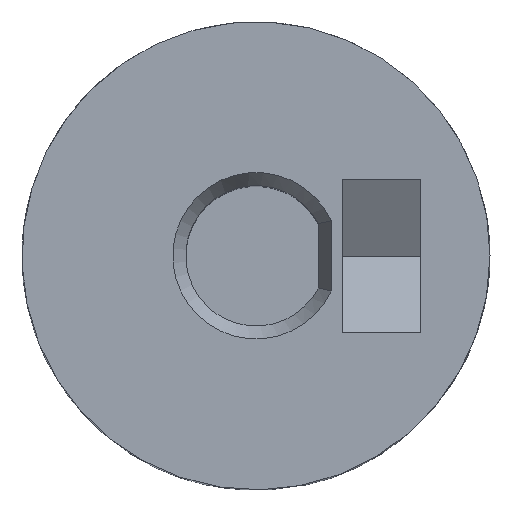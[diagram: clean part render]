
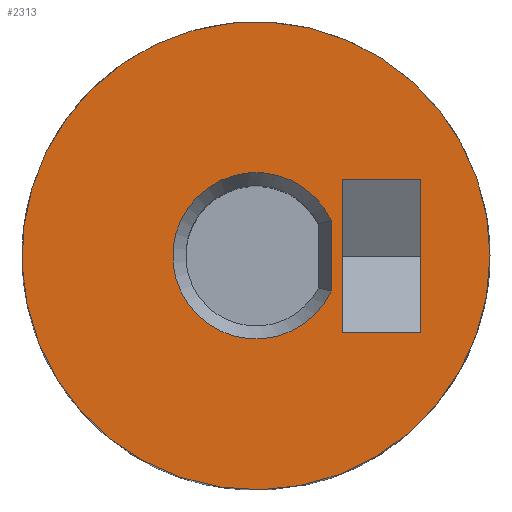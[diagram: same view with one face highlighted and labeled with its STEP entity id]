
A CAD part, top view. The second image highlights one B-rep face of the part: STEP entity #2313.
In plain terms, the highlighted planar face has unit normal (0, 0, 1).
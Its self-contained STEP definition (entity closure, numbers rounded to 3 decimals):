
#146=FACE_BOUND('',#347,.T.);
#147=FACE_BOUND('',#348,.T.);
#154=CIRCLE('',#2445,3.2);
#156=CIRCLE('',#2449,9.);
#216=FACE_OUTER_BOUND('',#346,.T.);
#346=EDGE_LOOP('',(#1517));
#347=EDGE_LOOP('',(#1518,#1519,#1520,#1521));
#348=EDGE_LOOP('',(#1522,#1523));
#606=LINE('',#3223,#742);
#610=LINE('',#3249,#746);
#611=LINE('',#3251,#747);
#612=LINE('',#3253,#748);
#613=LINE('',#3254,#749);
#742=VECTOR('',#2659,2.706);
#746=VECTOR('',#2677,5.9);
#747=VECTOR('',#2678,3.);
#748=VECTOR('',#2679,5.9);
#749=VECTOR('',#2680,3.);
#878=VERTEX_POINT('',#3221);
#879=VERTEX_POINT('',#3222);
#884=VERTEX_POINT('',#3245);
#885=VERTEX_POINT('',#3247);
#886=VERTEX_POINT('',#3248);
#887=VERTEX_POINT('',#3250);
#888=VERTEX_POINT('',#3252);
#1129=EDGE_CURVE('',#878,#879,#606,.T.);
#1134=EDGE_CURVE('',#879,#878,#154,.T.);
#1138=EDGE_CURVE('',#884,#884,#156,.T.);
#1139=EDGE_CURVE('',#885,#886,#610,.T.);
#1140=EDGE_CURVE('',#886,#887,#611,.T.);
#1141=EDGE_CURVE('',#887,#888,#612,.T.);
#1142=EDGE_CURVE('',#888,#885,#613,.T.);
#1517=ORIENTED_EDGE('',*,*,#1138,.T.);
#1518=ORIENTED_EDGE('',*,*,#1139,.T.);
#1519=ORIENTED_EDGE('',*,*,#1140,.T.);
#1520=ORIENTED_EDGE('',*,*,#1141,.T.);
#1521=ORIENTED_EDGE('',*,*,#1142,.T.);
#1522=ORIENTED_EDGE('',*,*,#1129,.F.);
#1523=ORIENTED_EDGE('',*,*,#1134,.F.);
#2259=PLANE('',#2448);
#2313=ADVANCED_FACE('',(#216,#146,#147),#2259,.T.);
#2445=AXIS2_PLACEMENT_3D('',#3237,#2665,#2666);
#2448=AXIS2_PLACEMENT_3D('',#3244,#2673,#2674);
#2449=AXIS2_PLACEMENT_3D('',#3246,#2675,#2676);
#2659=DIRECTION('',(0.,1.,0.));
#2665=DIRECTION('center_axis',(0.,0.,1.));
#2666=DIRECTION('ref_axis',(-1.,0.,0.));
#2673=DIRECTION('center_axis',(0.,0.,1.));
#2674=DIRECTION('ref_axis',(1.,0.,0.));
#2675=DIRECTION('center_axis',(0.,0.,1.));
#2676=DIRECTION('ref_axis',(-1.,0.,0.));
#2677=DIRECTION('',(0.,-1.,0.));
#2678=DIRECTION('',(-1.,0.,0.));
#2679=DIRECTION('',(0.,1.,0.));
#2680=DIRECTION('',(1.,0.,0.));
#3221=CARTESIAN_POINT('',(2.9,-1.353,15.));
#3222=CARTESIAN_POINT('',(2.9,1.353,15.));
#3223=CARTESIAN_POINT('',(2.9,-0.707,15.));
#3237=CARTESIAN_POINT('Origin',(0.,0.,15.));
#3244=CARTESIAN_POINT('Origin',(0.,0.,
15.));
#3245=CARTESIAN_POINT('',(9.,0.,15.));
#3246=CARTESIAN_POINT('Origin',(0.,0.,15.));
#3247=CARTESIAN_POINT('',(6.329,2.95,15.));
#3248=CARTESIAN_POINT('',(6.329,-2.95,15.));
#3249=CARTESIAN_POINT('',(6.329,1.475,15.));
#3250=CARTESIAN_POINT('',(3.329,-2.95,15.));
#3251=CARTESIAN_POINT('',(3.165,-2.95,15.));
#3252=CARTESIAN_POINT('',(3.329,2.95,15.));
#3253=CARTESIAN_POINT('',(3.329,-1.475,15.));
#3254=CARTESIAN_POINT('',(1.665,2.95,15.));
